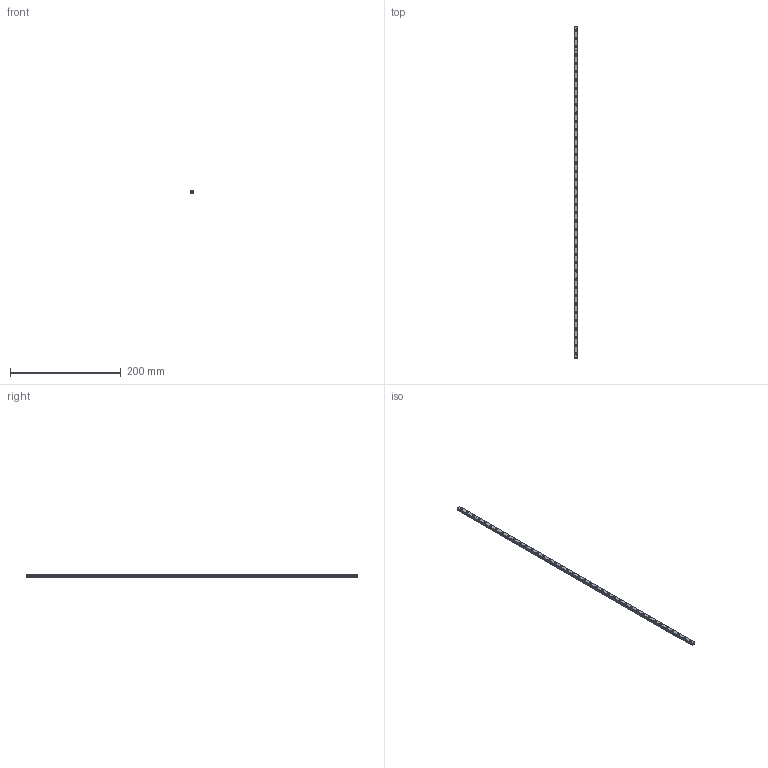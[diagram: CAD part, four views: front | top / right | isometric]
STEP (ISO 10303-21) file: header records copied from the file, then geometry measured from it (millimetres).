
FILE_DESCRIPTION(('STEP AP214'),'1');
FILE_NAME('cctmp_D714A63D-4954-4BF1-940D-A9320E23E1F6_2024_08_09_15_02_14_0134..stp','2024-08-09T13:02:14',('HIWIN GmbH'),('CADClick - www.CADClick.com'),'Spatial InterOp 3D',' ','unknown authorization');
FILE_SCHEMA(('AUTOMOTIVE_DESIGN'));
Length unit declared in the file: millimetre
Products named in the file (3): cc_unnamed; MGNR07R600CM_FILE_1; MGNR07R600CM_FILE
Assembly tree (2 placements, depth 2):
  cc_unnamed
    MGNR07R600CM_FILE_1
    MGNR07R600CM_FILE
Bounding box: 7 x 600 x 4.8 mm (x, y, z)
Volume: 17193.6 mm3; surface area: 17498.4 mm2
Topology: 2 solids, 2 shells, 390 faces, 1014 edges, 676 vertices
Faces by surface type: plane 198, cylinder 192
Entity records: 15422 total; most frequent: DIRECTION 2184, CARTESIAN_POINT 2083, ORIENTED_EDGE 2028, EDGE_CURVE 1014, AXIS2_PLACEMENT_3D 777, VERTEX_POINT 676, LINE 630, VECTOR 630
